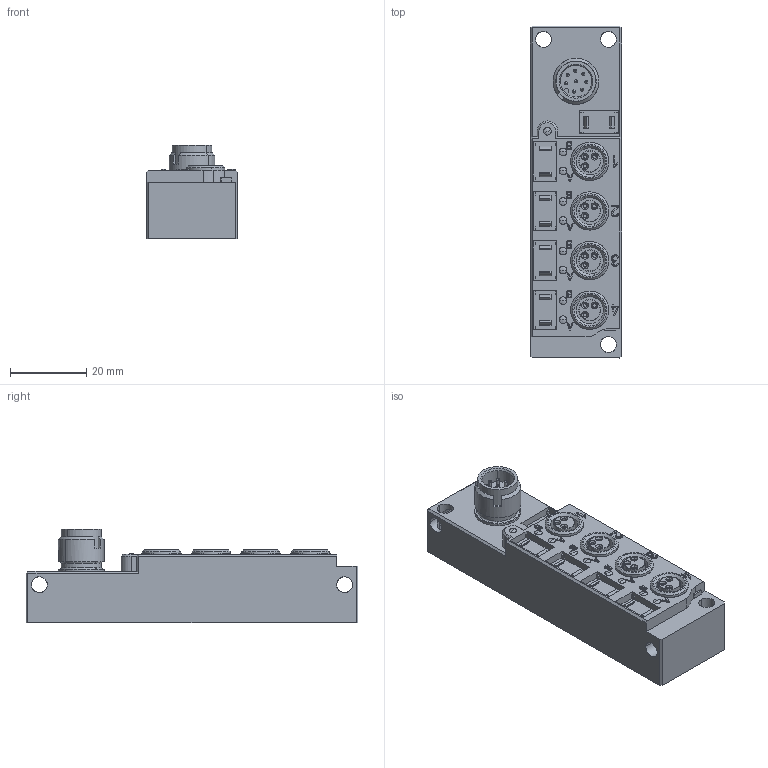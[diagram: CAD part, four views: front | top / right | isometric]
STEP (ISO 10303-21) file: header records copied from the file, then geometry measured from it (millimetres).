
FILE_DESCRIPTION(('CATIA V5 STEP Exchange','CAx-IF Rec.Pracs.--- Model Styling and Organization---1.4--- 2014-01-23'),'2;1');
FILE_NAME ('023048-2_2_1828740000_1828740000.stp','2023-06-05T12:42:00+00:00',('none'),('Weidmueller'),'CATIA Version 5-6 Release 2016 SP3 HF44','CATIA V5 STEP AP214','none');
FILE_SCHEMA(('AUTOMOTIVE_DESIGN { 1 0 10303 214 1 1 1 1 }'));
Length unit declared in the file: millimetre
Products named in the file (1): 1051760000
Bounding box: 24 x 87 x 24.58 mm (x, y, z)
Volume: 33321.3 mm3; surface area: 13382.7 mm2
Topology: 50 solids, 57 shells, 1093 faces, 2745 edges, 1791 vertices
Faces by surface type: plane 483, cylinder 241, bspline 143, cone 131, sphere 52, torus 43
Entity records: 35430 total; most frequent: CARTESIAN_POINT 11627, ORIENTED_EDGE 5426, DIRECTION 3641, EDGE_CURVE 2713, VERTEX_POINT 1791, AXIS2_PLACEMENT_3D 1493, VECTOR 1264, LINE 1264
